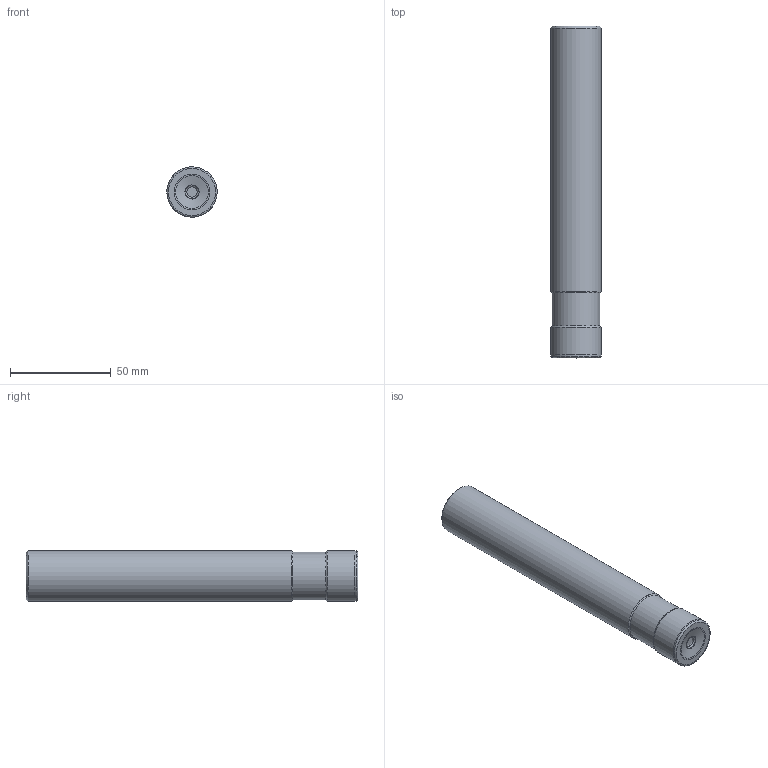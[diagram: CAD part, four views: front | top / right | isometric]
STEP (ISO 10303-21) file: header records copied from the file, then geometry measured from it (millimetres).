
FILE_DESCRIPTION(/* description */ (''),/* implementation_level */ '2;1');
FILE_NAME(/* name */ '202765762ndi000_00.stp',/* time_stamp */ '2019-12-19T06:57:49+01:00',/* author */ (''),/* organization */ (''),/* preprocessor_version */ 'ST-DEVELOPER v16.7',/* originating_system */ 'SIEMENS PLM Software NX 12.0',/* authorisation */ '');
FILE_SCHEMA (('AUTOMOTIVE_DESIGN { 1 0 10303 214 3 1 1 1 }'));
Length unit declared in the file: millimetre
Products named in the file (1): mp5422546AA4qw6s
Bounding box: 25 x 165 x 25 mm (x, y, z)
Volume: 79390.1 mm3; surface area: 19236.1 mm2
Topology: 2 solids, 2 shells, 32 faces, 69 edges, 41 vertices
Faces by surface type: revolution 15, cone 6, plane 4, torus 4, cylinder 3
Full cylindrical faces by diameter (mm): 8 x1, 23.749 x1, 25 x1
Entity records: 916 total; most frequent: CARTESIAN_POINT 346, DIRECTION 105, FACE_BOUND 62, EDGE_LOOP 62, ORIENTED_EDGE 62, AXIS2_PLACEMENT_3D 45, ADVANCED_FACE 32, VERTEX_POINT 32
